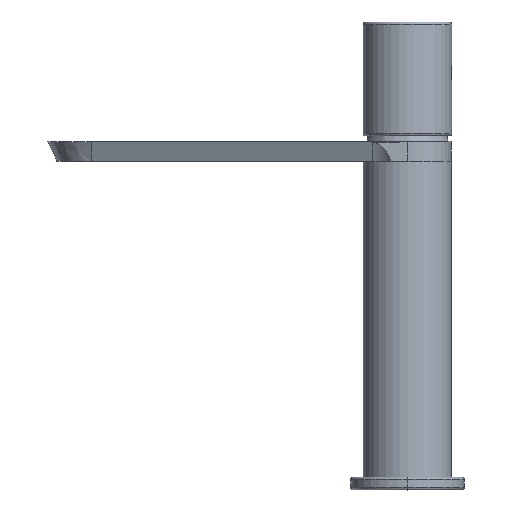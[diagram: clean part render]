
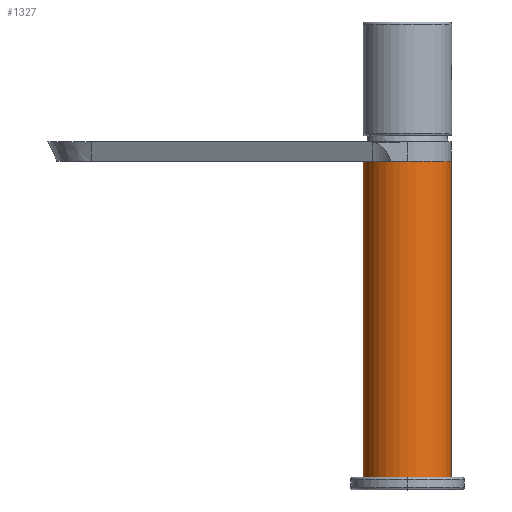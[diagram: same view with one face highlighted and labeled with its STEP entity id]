
A CAD part, top view. The second image highlights one B-rep face of the part: STEP entity #1327.
In plain terms, the highlighted cylindrical face has radius 17.5 mm (diameter 35 mm), a partial arc.
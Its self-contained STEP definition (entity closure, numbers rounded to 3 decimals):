
#140 = ORIENTED_EDGE ( 'NONE', *, *, #10549, .F. ) ;
#453 = VERTEX_POINT ( 'NONE', #5440 ) ;
#774 = CARTESIAN_POINT ( 'NONE',  ( -0.404, 132.52, 277.872 ) ) ;
#838 = DIRECTION ( 'NONE',  ( -0.986, 0., -0.164 ) ) ;
#983 = ORIENTED_EDGE ( 'NONE', *, *, #4696, .F. ) ;
#1182 = CARTESIAN_POINT ( 'NONE',  ( -17.667, 132.52, 275. ) ) ;
#1327 = ADVANCED_FACE ( 'NONE', ( #2946 ), #8809, .T. ) ;
#1609 = AXIS2_PLACEMENT_3D ( 'NONE', #1182, #2811, #4499 ) ;
#1848 = VERTEX_POINT ( 'NONE', #3798 ) ;
#2349 = ORIENTED_EDGE ( 'NONE', *, *, #8690, .T. ) ;
#2661 = EDGE_CURVE ( 'NONE', #453, #5762, #2883, .T. ) ;
#2811 = DIRECTION ( 'NONE',  ( 0., 1., 0. ) ) ;
#2883 = LINE ( 'NONE', #774, #5004 ) ;
#2946 = FACE_OUTER_BOUND ( 'NONE', #3987, .T. ) ;
#3459 = CARTESIAN_POINT ( 'NONE',  ( -0.404, 117.41, 277.872 ) ) ;
#3798 = CARTESIAN_POINT ( 'NONE',  ( -34.93, 117.41, 272.128 ) ) ;
#3987 = EDGE_LOOP ( 'NONE', ( #2349, #5678, #140, #983 ) ) ;
#4499 = DIRECTION ( 'NONE',  ( -0.986, 0., -0.164 ) ) ;
#4696 = EDGE_CURVE ( 'NONE', #5149, #1848, #11036, .T. ) ;
#5004 = VECTOR ( 'NONE', #10896, 1000. ) ;
#5107 = AXIS2_PLACEMENT_3D ( 'NONE', #9258, #7660, #838 ) ;
#5149 = VERTEX_POINT ( 'NONE', #5842 ) ;
#5440 = CARTESIAN_POINT ( 'NONE',  ( -0.404, -7.59, 277.872 ) ) ;
#5678 = ORIENTED_EDGE ( 'NONE', *, *, #2661, .T. ) ;
#5762 = VERTEX_POINT ( 'NONE', #3459 ) ;
#5824 = CARTESIAN_POINT ( 'NONE',  ( -34.93, 132.52, 272.128 ) ) ;
#5842 = CARTESIAN_POINT ( 'NONE',  ( -34.93, -7.59, 272.128 ) ) ;
#7435 = AXIS2_PLACEMENT_3D ( 'NONE', #7944, #10606, #8759 ) ;
#7660 = DIRECTION ( 'NONE',  ( 0., 1., 0. ) ) ;
#7944 = CARTESIAN_POINT ( 'NONE',  ( -17.667, 117.41, 275. ) ) ;
#8690 = EDGE_CURVE ( 'NONE', #5149, #453, #9941, .T. ) ;
#8759 = DIRECTION ( 'NONE',  ( -0.986, 0., -0.164 ) ) ;
#8809 = CYLINDRICAL_SURFACE ( 'NONE', #1609, 17.5 ) ;
#9077 = CIRCLE ( 'NONE', #7435, 17.5 ) ;
#9258 = CARTESIAN_POINT ( 'NONE',  ( -17.667, -7.59, 275. ) ) ;
#9941 = CIRCLE ( 'NONE', #5107, 17.5 ) ;
#10036 = DIRECTION ( 'NONE',  ( 0., 1., 0. ) ) ;
#10369 = VECTOR ( 'NONE', #10036, 1000. ) ;
#10549 = EDGE_CURVE ( 'NONE', #1848, #5762, #9077, .T. ) ;
#10606 = DIRECTION ( 'NONE',  ( 0., 1., 0. ) ) ;
#10896 = DIRECTION ( 'NONE',  ( 0., 1., 0. ) ) ;
#11036 = LINE ( 'NONE', #5824, #10369 ) ;
